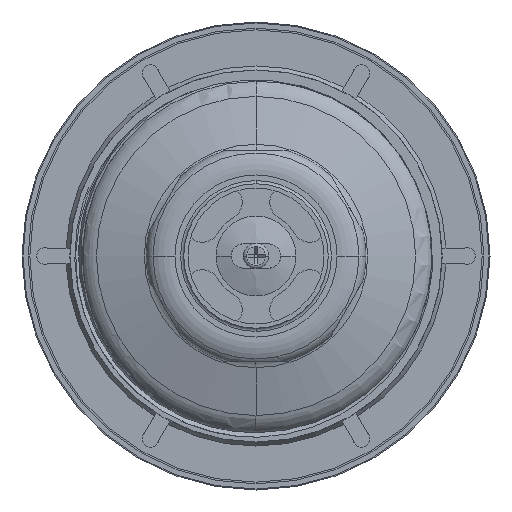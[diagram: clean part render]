
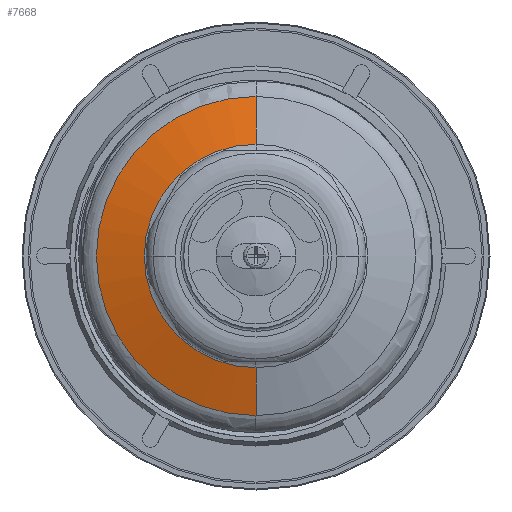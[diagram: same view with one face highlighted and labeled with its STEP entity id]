
A CAD part, front view. The second image highlights one B-rep face of the part: STEP entity #7668.
In plain terms, the highlighted conical face has half-angle 73.283 degrees and reference radius 32.319 mm.
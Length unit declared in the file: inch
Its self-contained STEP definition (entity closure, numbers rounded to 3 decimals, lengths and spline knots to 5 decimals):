
#2495=CARTESIAN_POINT('',(0.,0.72165,0.));
#2496=DIRECTION('',(0.,-1.,0.));
#2497=DIRECTION('',(0.,0.,1.));
#2498=AXIS2_PLACEMENT_3D('',#2495,#2496,#2497);
#2503=DIRECTION('',(0.,0.288,0.958));
#2504=VECTOR('',#2503,0.46886);
#2505=CARTESIAN_POINT('',(0.,0.72165,1.04786));
#2506=LINE('',#2505,#2504);
#2510=DIRECTION('',(0.,0.288,-0.958));
#2511=VECTOR('',#2510,0.46886);
#2512=CARTESIAN_POINT('',(0.,0.72165,-1.04786));
#2513=LINE('',#2512,#2511);
#2601=CARTESIAN_POINT('',(0.,0.85651,0.));
#2602=DIRECTION('',(0.,1.,0.));
#2603=DIRECTION('',(0.,0.,-1.));
#2604=AXIS2_PLACEMENT_3D('',#2601,#2602,#2603);
#5024=CARTESIAN_POINT('',(0.,0.72165,1.04786));
#5025=CARTESIAN_POINT('',(0.,0.72165,-1.04786));
#5026=VERTEX_POINT('',#5024);
#5027=VERTEX_POINT('',#5025);
#5036=CARTESIAN_POINT('',(0.,0.85651,1.49691));
#5037=CARTESIAN_POINT('',(0.,0.85651,-1.49691));
#5038=VERTEX_POINT('',#5036);
#5039=VERTEX_POINT('',#5037);
#7654=CARTESIAN_POINT('',(0.,0.78908,0.));
#7655=DIRECTION('',(0.,1.,0.));
#7656=DIRECTION('',(0.,0.,-1.));
#7657=AXIS2_PLACEMENT_3D('',#7654,#7655,#7656);
#7658=CONICAL_SURFACE('',#7657,1.27239,73.283);
#7660=ORIENTED_EDGE('',*,*,#7659,.T.);
#7662=ORIENTED_EDGE('',*,*,#7661,.F.);
#7663=ORIENTED_EDGE('',*,*,#7649,.T.);
#7665=ORIENTED_EDGE('',*,*,#7664,.T.);
#7666=EDGE_LOOP('',(#7660,#7662,#7663,#7665));
#7667=FACE_OUTER_BOUND('',#7666,.F.);
#2499=CIRCLE('',#2498,1.04786);
#2605=CIRCLE('',#2604,1.49691);
#7649=EDGE_CURVE('',#5026,#5027,#2499,.T.);
#7659=EDGE_CURVE('',#5039,#5038,#2605,.T.);
#7661=EDGE_CURVE('',#5026,#5038,#2506,.T.);
#7664=EDGE_CURVE('',#5027,#5039,#2513,.T.);
#7668=ADVANCED_FACE('',(#7667),#7658,.T.);
